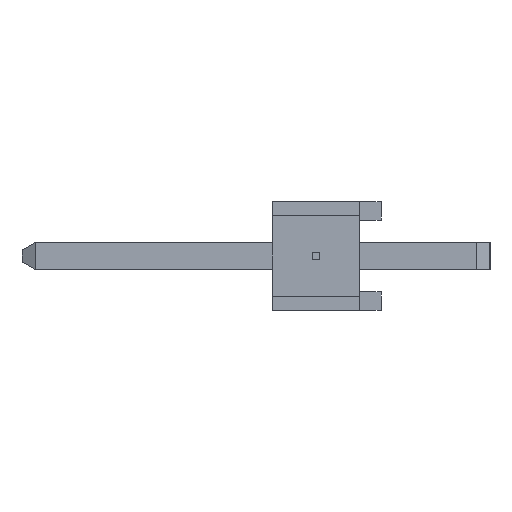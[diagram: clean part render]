
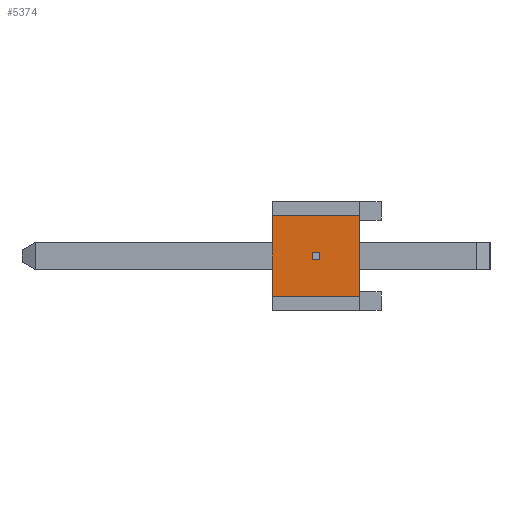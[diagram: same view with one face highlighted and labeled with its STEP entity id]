
A CAD part, left-side view. The second image highlights one B-rep face of the part: STEP entity #5374.
In plain terms, the highlighted planar face has unit normal (-1, 0, 0).
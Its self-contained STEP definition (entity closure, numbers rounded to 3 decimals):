
#5040=VERTEX_POINT('NONE',#5041);
#5041=CARTESIAN_POINT('',(-7.417,2.54,-0.94));
#5047=EDGE_CURVE('NONE',#5040,#5048,#5050,.T.);
#5048=VERTEX_POINT('NONE',#5049);
#5049=CARTESIAN_POINT('',(-7.417,2.54,0.94));
#5050=LINE('',#5051,#5052);
#5051=CARTESIAN_POINT('',(-7.417,2.54,0.0));
#5052=VECTOR('',#5053,1.0);
#5053=DIRECTION('',(0.0,0.0,1.0));
#5374=ADVANCED_FACE('NONE',(#5375,#5400),#5434,.F.);
#5375=FACE_BOUND('NONE',#5376,.T.);
#5376=EDGE_LOOP('',(#5377,#5385,#5386,#5394));
#5377=ORIENTED_EDGE('',*,*,#5378,.T.);
#5378=EDGE_CURVE('NONE',#5379,#5048,#5381,.F.);
#5379=VERTEX_POINT('NONE',#5380);
#5380=CARTESIAN_POINT('',(-7.417,0.508,0.94));
#5381=LINE('',#5382,#5383);
#5382=CARTESIAN_POINT('',(-7.417,0.0,0.94));
#5383=VECTOR('',#5384,1.0);
#5384=DIRECTION('',(0.0,-1.0,0.0));
#5385=ORIENTED_EDGE('',*,*,#5047,.F.);
#5386=ORIENTED_EDGE('',*,*,#5387,.T.);
#5387=EDGE_CURVE('NONE',#5040,#5388,#5390,.F.);
#5388=VERTEX_POINT('NONE',#5389);
#5389=CARTESIAN_POINT('',(-7.417,0.508,-0.94));
#5390=LINE('',#5391,#5392);
#5391=CARTESIAN_POINT('',(-7.417,0.0,-0.94));
#5392=VECTOR('',#5393,1.0);
#5393=DIRECTION('',(0.0,1.0,0.0));
#5394=ORIENTED_EDGE('',*,*,#5395,.T.);
#5395=EDGE_CURVE('NONE',#5388,#5379,#5396,.F.);
#5396=LINE('',#5397,#5398);
#5397=CARTESIAN_POINT('',(-7.417,0.508,0.0));
#5398=VECTOR('',#5399,1.0);
#5399=DIRECTION('',(0.0,0.0,-1.0));
#5400=FACE_BOUND('NONE',#5401,.T.);
#5401=EDGE_LOOP('',(#5402,#5412,#5420,#5428));
#5402=ORIENTED_EDGE('',*,*,#5403,.T.);
#5403=EDGE_CURVE('NONE',#5404,#5406,#5408,.F.);
#5404=VERTEX_POINT('NONE',#5405);
#5405=CARTESIAN_POINT('',(-7.417,1.614,0.086));
#5406=VERTEX_POINT('NONE',#5407);
#5407=CARTESIAN_POINT('',(-7.417,1.434,0.086));
#5408=LINE('',#5409,#5410);
#5409=CARTESIAN_POINT('',(-7.417,0.0,0.086));
#5410=VECTOR('',#5411,1.0);
#5411=DIRECTION('',(0.0,1.0,0.0));
#5412=ORIENTED_EDGE('',*,*,#5413,.T.);
#5413=EDGE_CURVE('NONE',#5406,#5414,#5416,.F.);
#5414=VERTEX_POINT('NONE',#5415);
#5415=CARTESIAN_POINT('',(-7.417,1.434,-0.086));
#5416=LINE('',#5417,#5418);
#5417=CARTESIAN_POINT('',(-7.417,1.434,0.0));
#5418=VECTOR('',#5419,1.0);
#5419=DIRECTION('',(0.0,0.0,1.0));
#5420=ORIENTED_EDGE('',*,*,#5421,.T.);
#5421=EDGE_CURVE('NONE',#5414,#5422,#5424,.F.);
#5422=VERTEX_POINT('NONE',#5423);
#5423=CARTESIAN_POINT('',(-7.417,1.614,-0.086));
#5424=LINE('',#5425,#5426);
#5425=CARTESIAN_POINT('',(-7.417,0.0,-0.086));
#5426=VECTOR('',#5427,1.0);
#5427=DIRECTION('',(0.0,-1.0,0.0));
#5428=ORIENTED_EDGE('',*,*,#5429,.T.);
#5429=EDGE_CURVE('NONE',#5422,#5404,#5430,.F.);
#5430=LINE('',#5431,#5432);
#5431=CARTESIAN_POINT('',(-7.417,1.614,0.0));
#5432=VECTOR('',#5433,1.0);
#5433=DIRECTION('',(0.0,0.0,-1.0));
#5434=PLANE('',#5435);
#5435=AXIS2_PLACEMENT_3D('',#5436,#5437,#5438);
#5436=CARTESIAN_POINT('',(-7.417,0.0,0.0));
#5437=DIRECTION('',(1.0,0.0,0.0));
#5438=DIRECTION('',(0.0,0.0,-1.0));
